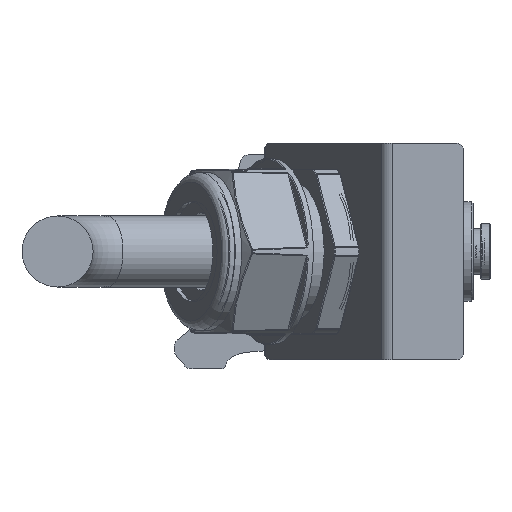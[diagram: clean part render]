
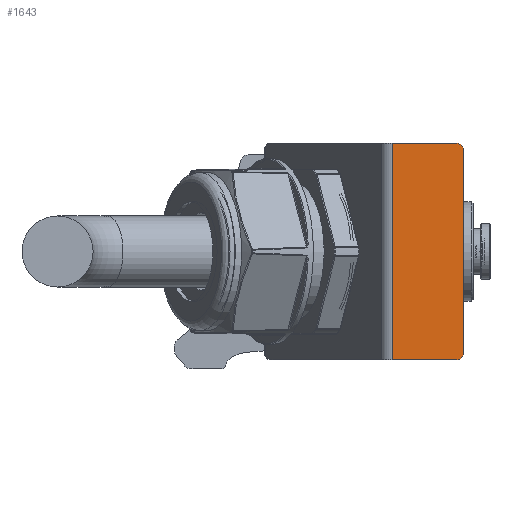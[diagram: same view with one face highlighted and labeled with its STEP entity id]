
A CAD part, left-side view. The second image highlights one B-rep face of the part: STEP entity #1643.
In plain terms, the highlighted planar face has unit normal (-1, 0, 0).
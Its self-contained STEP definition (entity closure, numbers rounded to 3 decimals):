
#161 = ORIENTED_EDGE ( 'NONE', *, *, #9216, .F. ) ;
#201 = CARTESIAN_POINT ( 'NONE',  ( -660.588, 1.714, -1.714 ) ) ;
#916 = ORIENTED_EDGE ( 'NONE', *, *, #1582, .T. ) ;
#1158 = DIRECTION ( 'NONE',  ( 0., -1., 0. ) ) ;
#1235 = ORIENTED_EDGE ( 'NONE', *, *, #7396, .T. ) ;
#1301 = LINE ( 'NONE', #10507, #6174 ) ;
#1582 = EDGE_CURVE ( 'NONE', #12212, #5515, #11528, .T. ) ;
#1643 = ADVANCED_FACE ( 'NONE', ( #5761 ), #3668, .T. ) ;
#1657 = VECTOR ( 'NONE', #10844, 1000. ) ;
#1909 = ORIENTED_EDGE ( 'NONE', *, *, #12547, .F. ) ;
#2008 = DIRECTION ( 'NONE',  ( 0., 0., 1. ) ) ;
#2039 = DIRECTION ( 'NONE',  ( 0., 0., 1. ) ) ;
#2577 = EDGE_CURVE ( 'NONE', #7065, #3401, #4374, .T. ) ;
#2652 = CIRCLE ( 'NONE', #3524, 1.714 ) ;
#2692 = CARTESIAN_POINT ( 'NONE',  ( -660.588, 18.078, 0. ) ) ;
#3401 = VERTEX_POINT ( 'NONE', #10525 ) ;
#3524 = AXIS2_PLACEMENT_3D ( 'NONE', #11202, #7251, #2008 ) ;
#3668 = PLANE ( 'NONE',  #5528 ) ;
#3867 = CARTESIAN_POINT ( 'NONE',  ( -660.588, 0., -55.372 ) ) ;
#4374 = LINE ( 'NONE', #8468, #8106 ) ;
#4603 = VECTOR ( 'NONE', #2039, 1000. ) ;
#5116 = DIRECTION ( 'NONE',  ( -1., 0., 0. ) ) ;
#5515 = VERTEX_POINT ( 'NONE', #7673 ) ;
#5528 = AXIS2_PLACEMENT_3D ( 'NONE', #3867, #6954, #9877 ) ;
#5646 = AXIS2_PLACEMENT_3D ( 'NONE', #201, #5116, #9138 ) ;
#5761 = FACE_OUTER_BOUND ( 'NONE', #7066, .T. ) ;
#6174 = VECTOR ( 'NONE', #1158, 1000. ) ;
#6360 = EDGE_CURVE ( 'NONE', #3401, #11052, #11421, .T. ) ;
#6422 = CARTESIAN_POINT ( 'NONE',  ( -660.588, 18.078, -55.372 ) ) ;
#6565 = VERTEX_POINT ( 'NONE', #2692 ) ;
#6693 = CARTESIAN_POINT ( 'NONE',  ( -660.588, 18.078, -55.372 ) ) ;
#6954 = DIRECTION ( 'NONE',  ( -1., 0., 0. ) ) ;
#7065 = VERTEX_POINT ( 'NONE', #12312 ) ;
#7066 = EDGE_LOOP ( 'NONE', ( #916, #1235, #11999, #8535, #161, #1909 ) ) ;
#7251 = DIRECTION ( 'NONE',  ( -1., 0., 0. ) ) ;
#7396 = EDGE_CURVE ( 'NONE', #5515, #7065, #2652, .T. ) ;
#7673 = CARTESIAN_POINT ( 'NONE',  ( -660.588, 1.714, -55.372 ) ) ;
#8106 = VECTOR ( 'NONE', #8265, 1000. ) ;
#8265 = DIRECTION ( 'NONE',  ( 0., 0., 1. ) ) ;
#8468 = CARTESIAN_POINT ( 'NONE',  ( -660.588, 0., -55.372 ) ) ;
#8535 = ORIENTED_EDGE ( 'NONE', *, *, #6360, .T. ) ;
#9138 = DIRECTION ( 'NONE',  ( 0., 0., 1. ) ) ;
#9216 = EDGE_CURVE ( 'NONE', #6565, #11052, #1301, .T. ) ;
#9877 = DIRECTION ( 'NONE',  ( 0., 0., 1. ) ) ;
#10507 = CARTESIAN_POINT ( 'NONE',  ( -660.588, 0., 0. ) ) ;
#10525 = CARTESIAN_POINT ( 'NONE',  ( -660.588, 0., -1.714 ) ) ;
#10844 = DIRECTION ( 'NONE',  ( 0., -1., 0. ) ) ;
#11052 = VERTEX_POINT ( 'NONE', #12599 ) ;
#11202 = CARTESIAN_POINT ( 'NONE',  ( -660.588, 1.714, -53.658 ) ) ;
#11303 = LINE ( 'NONE', #6422, #4603 ) ;
#11421 = CIRCLE ( 'NONE', #5646, 1.714 ) ;
#11528 = LINE ( 'NONE', #13005, #1657 ) ;
#11999 = ORIENTED_EDGE ( 'NONE', *, *, #2577, .T. ) ;
#12212 = VERTEX_POINT ( 'NONE', #6693 ) ;
#12312 = CARTESIAN_POINT ( 'NONE',  ( -660.588, 0., -53.658 ) ) ;
#12547 = EDGE_CURVE ( 'NONE', #12212, #6565, #11303, .T. ) ;
#12599 = CARTESIAN_POINT ( 'NONE',  ( -660.588, 1.714, 0. ) ) ;
#13005 = CARTESIAN_POINT ( 'NONE',  ( -660.588, 0., -55.372 ) ) ;
